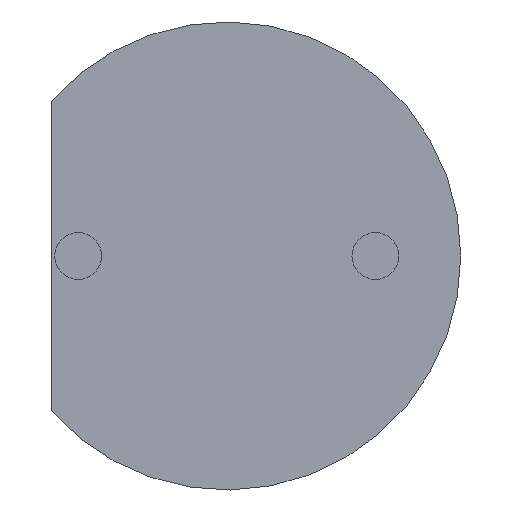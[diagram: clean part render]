
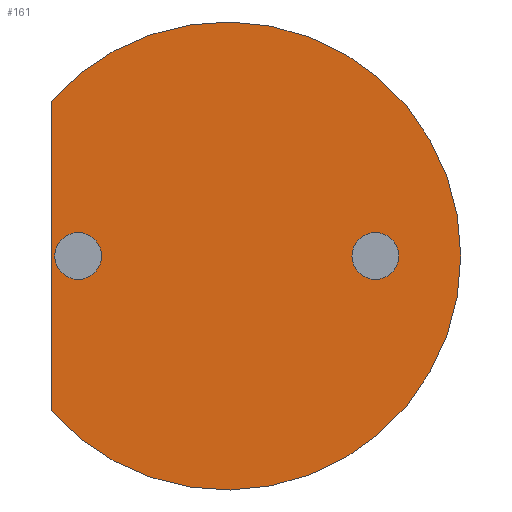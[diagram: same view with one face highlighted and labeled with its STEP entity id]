
A CAD part, front view. The second image highlights one B-rep face of the part: STEP entity #161.
In plain terms, the highlighted planar face has unit normal (0, -1, 0).
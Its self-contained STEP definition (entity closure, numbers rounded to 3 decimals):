
#14=FACE_BOUND('',#49,.T.);
#15=FACE_BOUND('',#50,.T.);
#28=PLANE('',#196);
#38=FACE_OUTER_BOUND('',#48,.T.);
#48=EDGE_LOOP('',(#144,#145));
#49=EDGE_LOOP('',(#146));
#50=EDGE_LOOP('',(#147));
#56=LINE('',#286,#64);
#64=VECTOR('',#240,10.);
#68=CIRCLE('',#178,0.2);
#70=CIRCLE('',#182,0.2);
#77=CIRCLE('',#195,2.);
#79=VERTEX_POINT('',#253);
#81=VERTEX_POINT('',#260);
#89=VERTEX_POINT('',#284);
#90=VERTEX_POINT('',#285);
#93=EDGE_CURVE('',#79,#79,#68,.T.);
#96=EDGE_CURVE('',#81,#81,#70,.T.);
#106=EDGE_CURVE('',#89,#90,#56,.T.);
#109=EDGE_CURVE('',#89,#90,#77,.T.);
#144=ORIENTED_EDGE('',*,*,#109,.F.);
#145=ORIENTED_EDGE('',*,*,#106,.T.);
#146=ORIENTED_EDGE('',*,*,#93,.T.);
#147=ORIENTED_EDGE('',*,*,#96,.T.);
#161=ADVANCED_FACE('',(#38,#14,#15),#28,.F.);
#178=AXIS2_PLACEMENT_3D('',#255,#204,#205);
#182=AXIS2_PLACEMENT_3D('',#262,#213,#214);
#195=AXIS2_PLACEMENT_3D('',#290,#245,#246);
#196=AXIS2_PLACEMENT_3D('',#291,#247,#248);
#204=DIRECTION('center_axis',(0.,1.,0.));
#205=DIRECTION('ref_axis',(1.,0.,0.));
#213=DIRECTION('center_axis',(0.,1.,0.));
#214=DIRECTION('ref_axis',(1.,0.,0.));
#240=DIRECTION('',(0.,0.,-1.));
#245=DIRECTION('center_axis',(0.,1.,0.));
#246=DIRECTION('ref_axis',(-0.75,0.,0.661));
#247=DIRECTION('center_axis',(0.,1.,0.));
#248=DIRECTION('ref_axis',(1.,0.,0.));
#253=CARTESIAN_POINT('',(1.07,0.,0.));
#255=CARTESIAN_POINT('Origin',(1.27,0.,0.));
#260=CARTESIAN_POINT('',(-1.47,0.,0.));
#262=CARTESIAN_POINT('Origin',(-1.27,0.,0.));
#284=CARTESIAN_POINT('',(-1.5,0.,1.323));
#285=CARTESIAN_POINT('',(-1.5,0.,-1.323));
#286=CARTESIAN_POINT('',(-1.5,0.,1.323));
#290=CARTESIAN_POINT('Origin',(0.,0.,0.));
#291=CARTESIAN_POINT('Origin',(0.25,0.,0.));
